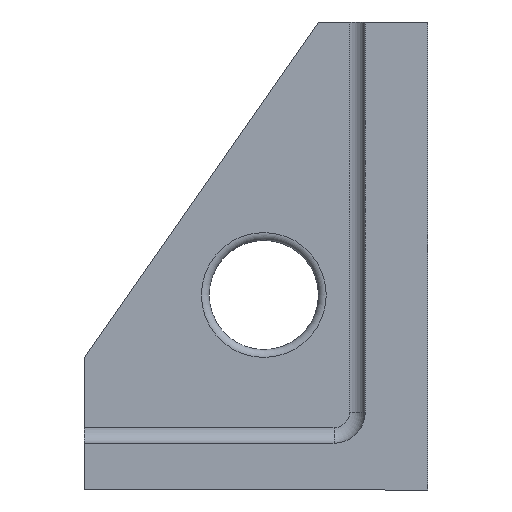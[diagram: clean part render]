
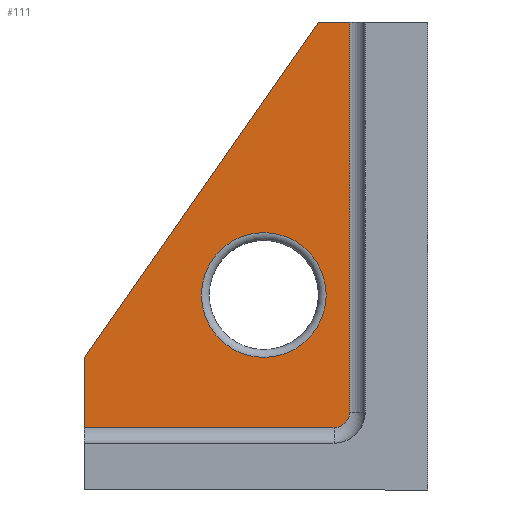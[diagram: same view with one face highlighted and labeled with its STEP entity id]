
A CAD part, left-side view. The second image highlights one B-rep face of the part: STEP entity #111.
In plain terms, the highlighted planar face has unit normal (-1, 0, 0).
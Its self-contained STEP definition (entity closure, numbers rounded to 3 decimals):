
#111 = ADVANCED_FACE( '', ( #294, #295 ), #296, .T. );
#294 = FACE_BOUND( '', #645, .T. );
#295 = FACE_OUTER_BOUND( '', #646, .T. );
#296 = PLANE( '', #647 );
#645 = EDGE_LOOP( '', ( #1080 ) );
#646 = EDGE_LOOP( '', ( #1081, #1082, #1083, #1084, #1085, #1086 ) );
#647 = AXIS2_PLACEMENT_3D( '', #1087, #1088, #1089 );
#1080 = ORIENTED_EDGE( '', *, *, #1636, .T. );
#1081 = ORIENTED_EDGE( '', *, *, #1637, .T. );
#1082 = ORIENTED_EDGE( '', *, *, #1638, .T. );
#1083 = ORIENTED_EDGE( '', *, *, #1639, .F. );
#1084 = ORIENTED_EDGE( '', *, *, #1640, .F. );
#1085 = ORIENTED_EDGE( '', *, *, #1641, .F. );
#1086 = ORIENTED_EDGE( '', *, *, #1642, .T. );
#1087 = CARTESIAN_POINT( '', ( -97.5, 220., 300. ) );
#1088 = DIRECTION( '', ( -1., 0., 0. ) );
#1089 = DIRECTION( '', ( 0., -1., 0. ) );
#1636 = EDGE_CURVE( '', #1900, #1900, #1901, .F. );
#1637 = EDGE_CURVE( '', #1902, #1903, #1904, .T. );
#1638 = EDGE_CURVE( '', #1903, #1905, #1906, .F. );
#1639 = EDGE_CURVE( '', #1907, #1905, #1908, .T. );
#1640 = EDGE_CURVE( '', #1909, #1907, #1910, .T. );
#1641 = EDGE_CURVE( '', #1911, #1909, #1912, .T. );
#1642 = EDGE_CURVE( '', #1911, #1902, #1913, .F. );
#1900 = VERTEX_POINT( '', #2726 );
#1901 = CIRCLE( '', #2727, 40. );
#1902 = VERTEX_POINT( '', #2728 );
#1903 = VERTEX_POINT( '', #2729 );
#1904 = CIRCLE( '', #2730, 10. );
#1905 = VERTEX_POINT( '', #2731 );
#1906 = LINE( '', #2732, #2733 );
#1907 = VERTEX_POINT( '', #2734 );
#1908 = LINE( '', #2735, #2736 );
#1909 = VERTEX_POINT( '', #2737 );
#1910 = LINE( '', #2738, #2739 );
#1911 = VERTEX_POINT( '', #2740 );
#1912 = LINE( '', #2741, #2742 );
#1913 = LINE( '', #2743, #2744 );
#2726 = CARTESIAN_POINT( '', ( -97.5, 65., 125. ) );
#2727 = AXIS2_PLACEMENT_3D( '', #3145, #3146, #3147 );
#2728 = CARTESIAN_POINT( '', ( -97.5, 60., 40. ) );
#2729 = CARTESIAN_POINT( '', ( -97.5, 50., 50. ) );
#2730 = AXIS2_PLACEMENT_3D( '', #3148, #3149, #3150 );
#2731 = CARTESIAN_POINT( '', ( -97.5, 50., 300. ) );
#2732 = CARTESIAN_POINT( '', ( -97.5, 50., 300. ) );
#2733 = VECTOR( '', #3151, 1000. );
#2734 = CARTESIAN_POINT( '', ( -97.5, 70., 300. ) );
#2735 = CARTESIAN_POINT( '', ( -97.5, 70., 300. ) );
#2736 = VECTOR( '', #3152, 1000. );
#2737 = CARTESIAN_POINT( '', ( -97.5, 220., 85. ) );
#2738 = CARTESIAN_POINT( '', ( -97.5, 220., 85. ) );
#2739 = VECTOR( '', #3153, 1000. );
#2740 = CARTESIAN_POINT( '', ( -97.5, 220., 40. ) );
#2741 = CARTESIAN_POINT( '', ( -97.5, 220., 30. ) );
#2742 = VECTOR( '', #3154, 1000. );
#2743 = CARTESIAN_POINT( '', ( -97.5, 220., 40. ) );
#2744 = VECTOR( '', #3155, 1000. );
#3145 = CARTESIAN_POINT( '', ( -97.5, 105., 125. ) );
#3146 = DIRECTION( '', ( -1., 0., 0. ) );
#3147 = DIRECTION( '', ( 0., -1., 0. ) );
#3148 = CARTESIAN_POINT( '', ( -97.5, 60., 50. ) );
#3149 = DIRECTION( '', ( -1., 0., 0. ) );
#3150 = DIRECTION( '', ( 0., -1., 0. ) );
#3151 = DIRECTION( '', ( 0., 0., -1. ) );
#3152 = DIRECTION( '', ( 0., -1., 0. ) );
#3153 = DIRECTION( '', ( 0., -0.572, 0.82 ) );
#3154 = DIRECTION( '', ( 0., 0., 1. ) );
#3155 = DIRECTION( '', ( 0., 1., 0. ) );
